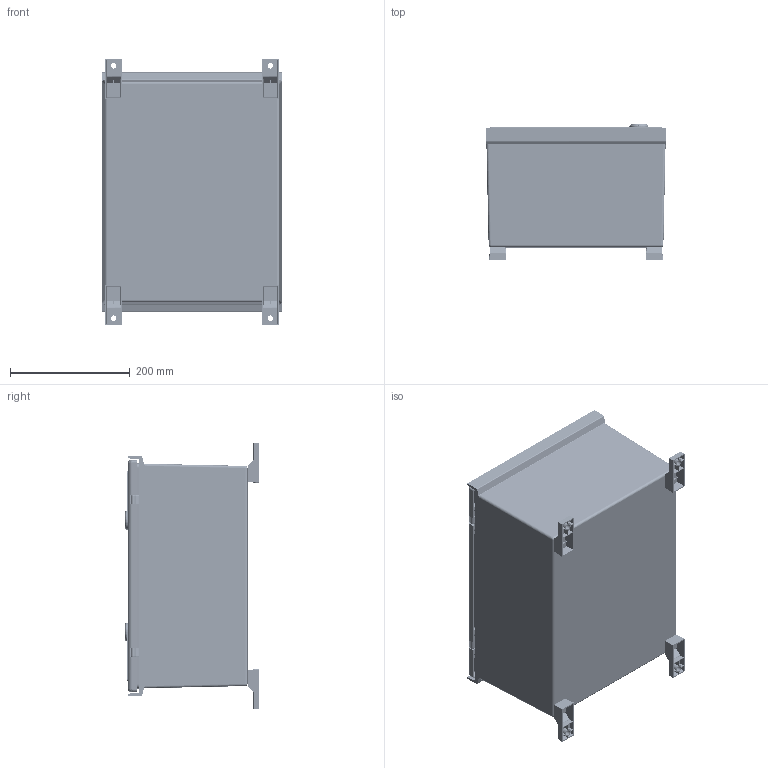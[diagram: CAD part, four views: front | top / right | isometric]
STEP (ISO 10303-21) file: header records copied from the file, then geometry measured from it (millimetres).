
FILE_DESCRIPTION((''),'2;1');
FILE_NAME('NGRW304020-U_NFL_ASM','2016-11-28T',('kjell_andersson'),(''),'CREO PARAMETRIC BY PTC INC, 2015290','CREO PARAMETRIC BY PTC INC, 2015290','');
FILE_SCHEMA(('AUTOMOTIVE_DESIGN { 1 0 10303 214 1 1 1 1 }'));
Products named in the file (28): NGRP304020_BASE; CUBO_N_SCREW_4X13; HINGE_BASE; CUBO_N_HINGE_BASE_ASM; NGRW304020_LID; NGRP304020_LID_GASKET; HINGE_LID; HINGE_LID_SCREW_5X10; CUBO_N_HINGE_LID_ASM; MOUNTING_SC_SPRING_WASHER; MOUNTING_SCREW_MAIN; MOUNTING_SCREW_HEAD; MOUNTING_SC_M6_SUBASM_ASM; MOUNTING_SC_NUT_M6; MOUNTING_SCREW_M6_ASM_ASM; CUBO_N_LOCK_PART1; CUBO_N_LOCK_LATCH; CUBO_N_LOCK_PART2; CUBO_N_LOCK_FRAME; CUBO_N_LOCK_INSERT; CUBO_N_LOCK_NUT; CUBO_N_LOCK_PART4; CUBO_N_LOCK_ASM; NGRW304020_WINDOW; NGRW304020_U_SUB_ASM; NGRW304020_U_ASM; NFL1; NGRW304020-U_NFL_ASM
Assembly tree (40 placements, depth 6):
  NGRW304020-U_NFL_ASM
    NGRW304020_U_ASM
      NGRW304020_U_SUB_ASM
        NGRP304020_BASE
        CUBO_N_HINGE_BASE_ASM  x2
          CUBO_N_SCREW_4X13
          HINGE_BASE
        NGRW304020_LID
        NGRP304020_LID_GASKET
        CUBO_N_HINGE_LID_ASM  x2
          HINGE_LID
          HINGE_LID_SCREW_5X10
        MOUNTING_SCREW_M6_ASM_ASM  x4
          MOUNTING_SC_SPRING_WASHER
          MOUNTING_SC_M6_SUBASM_ASM
            MOUNTING_SCREW_MAIN
            MOUNTING_SCREW_HEAD
          MOUNTING_SC_NUT_M6
        CUBO_N_LOCK_ASM  x2
          CUBO_N_LOCK_PART1
          CUBO_N_LOCK_LATCH
          CUBO_N_LOCK_PART2
          CUBO_N_LOCK_FRAME
          CUBO_N_SCREW_4X13
          CUBO_N_LOCK_INSERT
          CUBO_N_LOCK_NUT
          CUBO_N_LOCK_PART4
        NGRW304020_WINDOW
    NFL1  x4
Bounding box: 300.77 x 225.4 x 445.7 mm (x, y, z)
Volume: 1848056 mm3; surface area: 1262860.3 mm2
Topology: 56 solids, 60 shells, 5501 faces, 13243 edges, 7852 vertices
Faces by surface type: plane 1821, cylinder 1538, cone 1290, bspline 379, torus 252, sphere 221
Entity records: 128022 total; most frequent: CARTESIAN_POINT 53456, ORIENTED_EDGE 15288, DIRECTION 14533, EDGE_CURVE 7644, AXIS2_PLACEMENT_3D 5452, VERTEX_POINT 4581, VECTOR 3629, LINE 3629
